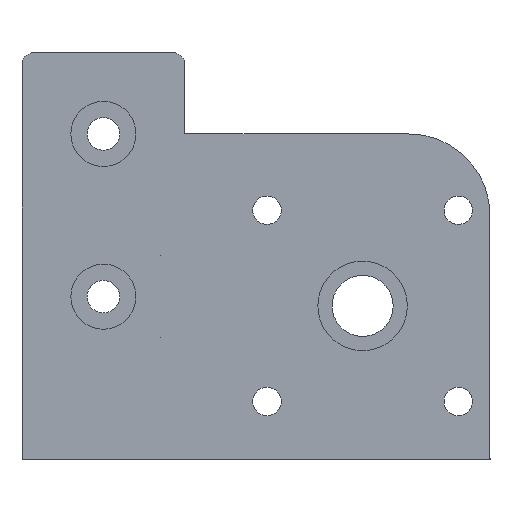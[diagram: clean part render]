
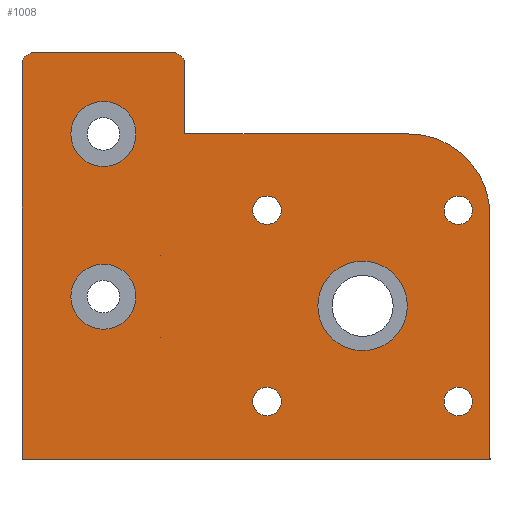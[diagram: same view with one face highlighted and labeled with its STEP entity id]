
A CAD part, left-side view. The second image highlights one B-rep face of the part: STEP entity #1008.
In plain terms, the highlighted planar face has unit normal (-1, 0, 0).
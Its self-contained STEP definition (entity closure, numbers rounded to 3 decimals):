
#21=LINE('',#1539,#105);
#26=LINE('',#1557,#110);
#32=LINE('',#1579,#116);
#37=LINE('',#1592,#121);
#51=LINE('',#1640,#135);
#52=LINE('',#1643,#136);
#53=LINE('',#1645,#137);
#54=LINE('',#1647,#138);
#105=VECTOR('',#1227,10.);
#110=VECTOR('',#1246,10.);
#116=VECTOR('',#1268,10.);
#121=VECTOR('',#1281,10.);
#135=VECTOR('',#1319,10.);
#136=VECTOR('',#1322,10.);
#137=VECTOR('',#1323,10.);
#138=VECTOR('',#1324,10.);
#217=FACE_BOUND('',#339,.T.);
#218=FACE_BOUND('',#340,.T.);
#219=FACE_BOUND('',#341,.T.);
#220=FACE_BOUND('',#342,.T.);
#221=FACE_BOUND('',#343,.T.);
#222=FACE_BOUND('',#344,.T.);
#223=FACE_BOUND('',#345,.T.);
#224=FACE_BOUND('',#346,.T.);
#225=FACE_BOUND('',#347,.T.);
#241=PLANE('',#1111);
#277=FACE_OUTER_BOUND('',#338,.T.);
#338=EDGE_LOOP('',(#798,#799,#800,#801,#802,#803,#804,#805,#806));
#339=EDGE_LOOP('',(#807));
#340=EDGE_LOOP('',(#808));
#341=EDGE_LOOP('',(#809,#810,#811));
#342=EDGE_LOOP('',(#812,#813,#814));
#343=EDGE_LOOP('',(#815));
#344=EDGE_LOOP('',(#816));
#345=EDGE_LOOP('',(#817));
#346=EDGE_LOOP('',(#818));
#347=EDGE_LOOP('',(#819));
#401=CIRCLE('',#1075,1.5);
#403=CIRCLE('',#1078,1.5);
#405=CIRCLE('',#1082,1.5);
#407=CIRCLE('',#1085,1.5);
#408=CIRCLE('',#1088,8.);
#409=CIRCLE('',#1090,8.);
#411=CIRCLE('',#1093,3.);
#413=CIRCLE('',#1097,3.);
#424=CIRCLE('',#1112,20.);
#425=CIRCLE('',#1113,11.);
#426=CIRCLE('',#1114,3.5);
#427=CIRCLE('',#1115,3.5);
#428=CIRCLE('',#1116,3.5);
#429=CIRCLE('',#1117,3.5);
#463=VERTEX_POINT('',#1526);
#464=VERTEX_POINT('',#1528);
#466=VERTEX_POINT('',#1534);
#469=VERTEX_POINT('',#1544);
#470=VERTEX_POINT('',#1546);
#472=VERTEX_POINT('',#1552);
#473=VERTEX_POINT('',#1559);
#474=VERTEX_POINT('',#1563);
#477=VERTEX_POINT('',#1570);
#478=VERTEX_POINT('',#1572);
#480=VERTEX_POINT('',#1578);
#482=VERTEX_POINT('',#1584);
#484=VERTEX_POINT('',#1589);
#506=VERTEX_POINT('',#1638);
#507=VERTEX_POINT('',#1642);
#508=VERTEX_POINT('',#1644);
#509=VERTEX_POINT('',#1646);
#510=VERTEX_POINT('',#1649);
#511=VERTEX_POINT('',#1651);
#512=VERTEX_POINT('',#1653);
#513=VERTEX_POINT('',#1655);
#514=VERTEX_POINT('',#1657);
#563=EDGE_CURVE('',#463,#464,#401,.T.);
#566=EDGE_CURVE('',#464,#466,#403,.T.);
#569=EDGE_CURVE('',#466,#463,#21,.T.);
#572=EDGE_CURVE('',#469,#470,#405,.T.);
#575=EDGE_CURVE('',#470,#472,#407,.T.);
#578=EDGE_CURVE('',#472,#469,#26,.T.);
#579=EDGE_CURVE('',#473,#473,#408,.T.);
#581=EDGE_CURVE('',#474,#474,#409,.T.);
#585=EDGE_CURVE('',#477,#478,#411,.T.);
#588=EDGE_CURVE('',#478,#480,#32,.T.);
#591=EDGE_CURVE('',#480,#482,#413,.T.);
#595=EDGE_CURVE('',#484,#482,#37,.T.);
#619=EDGE_CURVE('',#506,#477,#51,.T.);
#620=EDGE_CURVE('',#484,#507,#52,.T.);
#621=EDGE_CURVE('',#508,#506,#53,.T.);
#622=EDGE_CURVE('',#509,#508,#54,.T.);
#623=EDGE_CURVE('',#507,#509,#424,.T.);
#624=EDGE_CURVE('',#510,#510,#425,.T.);
#625=EDGE_CURVE('',#511,#511,#426,.T.);
#626=EDGE_CURVE('',#512,#512,#427,.T.);
#627=EDGE_CURVE('',#513,#513,#428,.T.);
#628=EDGE_CURVE('',#514,#514,#429,.T.);
#798=ORIENTED_EDGE('',*,*,#620,.F.);
#799=ORIENTED_EDGE('',*,*,#595,.T.);
#800=ORIENTED_EDGE('',*,*,#591,.F.);
#801=ORIENTED_EDGE('',*,*,#588,.F.);
#802=ORIENTED_EDGE('',*,*,#585,.F.);
#803=ORIENTED_EDGE('',*,*,#619,.F.);
#804=ORIENTED_EDGE('',*,*,#621,.F.);
#805=ORIENTED_EDGE('',*,*,#622,.F.);
#806=ORIENTED_EDGE('',*,*,#623,.F.);
#807=ORIENTED_EDGE('',*,*,#581,.F.);
#808=ORIENTED_EDGE('',*,*,#579,.F.);
#809=ORIENTED_EDGE('',*,*,#578,.F.);
#810=ORIENTED_EDGE('',*,*,#575,.F.);
#811=ORIENTED_EDGE('',*,*,#572,.F.);
#812=ORIENTED_EDGE('',*,*,#569,.F.);
#813=ORIENTED_EDGE('',*,*,#566,.F.);
#814=ORIENTED_EDGE('',*,*,#563,.F.);
#815=ORIENTED_EDGE('',*,*,#624,.F.);
#816=ORIENTED_EDGE('',*,*,#625,.F.);
#817=ORIENTED_EDGE('',*,*,#626,.F.);
#818=ORIENTED_EDGE('',*,*,#627,.F.);
#819=ORIENTED_EDGE('',*,*,#628,.F.);
#1008=ADVANCED_FACE('',(#277,#217,#218,#219,#220,#221,#222,#223,#224,#225),
#241,.F.);
#1075=AXIS2_PLACEMENT_3D('',#1529,#1214,#1215);
#1078=AXIS2_PLACEMENT_3D('',#1535,#1221,#1222);
#1082=AXIS2_PLACEMENT_3D('',#1547,#1233,#1234);
#1085=AXIS2_PLACEMENT_3D('',#1553,#1240,#1241);
#1088=AXIS2_PLACEMENT_3D('',#1560,#1249,#1250);
#1090=AXIS2_PLACEMENT_3D('',#1564,#1254,#1255);
#1093=AXIS2_PLACEMENT_3D('',#1573,#1262,#1263);
#1097=AXIS2_PLACEMENT_3D('',#1585,#1274,#1275);
#1111=AXIS2_PLACEMENT_3D('',#1641,#1320,#1321);
#1112=AXIS2_PLACEMENT_3D('',#1648,#1325,#1326);
#1113=AXIS2_PLACEMENT_3D('',#1650,#1327,#1328);
#1114=AXIS2_PLACEMENT_3D('',#1652,#1329,#1330);
#1115=AXIS2_PLACEMENT_3D('',#1654,#1331,#1332);
#1116=AXIS2_PLACEMENT_3D('',#1656,#1333,#1334);
#1117=AXIS2_PLACEMENT_3D('',#1658,#1335,#1336);
#1214=DIRECTION('center_axis',(1.,0.,0.));
#1215=DIRECTION('ref_axis',(0.,0.,-1.));
#1221=DIRECTION('center_axis',(1.,0.,0.));
#1222=DIRECTION('ref_axis',(0.,-0.039,-0.999));
#1227=DIRECTION('',(0.,-1.,0.));
#1233=DIRECTION('center_axis',(1.,0.,0.));
#1234=DIRECTION('ref_axis',(0.,0.,
1.));
#1240=DIRECTION('center_axis',(1.,0.,0.));
#1241=DIRECTION('ref_axis',(0.,0.039,0.999));
#1246=DIRECTION('',(0.,1.,0.));
#1249=DIRECTION('center_axis',(-1.,0.,0.));
#1250=DIRECTION('ref_axis',(0.,1.,0.));
#1254=DIRECTION('center_axis',(-1.,0.,0.));
#1255=DIRECTION('ref_axis',(0.,1.,0.));
#1262=DIRECTION('center_axis',(1.,0.,0.));
#1263=DIRECTION('ref_axis',(0.,1.,0.));
#1268=DIRECTION('',(0.,-1.,0.));
#1274=DIRECTION('center_axis',(1.,0.,0.));
#1275=DIRECTION('ref_axis',(0.,0.,1.));
#1281=DIRECTION('',(0.,0.,1.));
#1319=DIRECTION('',(0.,0.,1.));
#1320=DIRECTION('center_axis',(1.,0.,0.));
#1321=DIRECTION('ref_axis',(0.,-1.,0.));
#1322=DIRECTION('',(0.,-1.,0.));
#1323=DIRECTION('',(0.,1.,0.));
#1324=DIRECTION('',(0.,0.,-1.));
#1325=DIRECTION('center_axis',(1.,0.,0.));
#1326=DIRECTION('ref_axis',(0.,-1.,0.));
#1327=DIRECTION('center_axis',(-1.,0.,0.));
#1328=DIRECTION('ref_axis',(0.,1.,0.));
#1329=DIRECTION('center_axis',(-1.,0.,0.));
#1330=DIRECTION('ref_axis',(0.,1.,0.));
#1331=DIRECTION('center_axis',(-1.,0.,0.));
#1332=DIRECTION('ref_axis',(0.,1.,0.));
#1333=DIRECTION('center_axis',(-1.,0.,0.));
#1334=DIRECTION('ref_axis',(0.,1.,0.));
#1335=DIRECTION('center_axis',(-1.,0.,0.));
#1336=DIRECTION('ref_axis',(0.,1.,0.));
#1526=CARTESIAN_POINT('',(-328.801,505.883,119.245));
#1528=CARTESIAN_POINT('',(-328.801,505.942,119.246));
#1529=CARTESIAN_POINT('Origin',(-328.801,505.883,120.745));
#1534=CARTESIAN_POINT('',(-328.801,506.,119.245));
#1535=CARTESIAN_POINT('Origin',(-328.801,506.,120.745));
#1539=CARTESIAN_POINT('',(-328.801,505.883,119.245));
#1544=CARTESIAN_POINT('',(-328.801,506.,139.381));
#1546=CARTESIAN_POINT('',(-328.801,505.942,139.38));
#1547=CARTESIAN_POINT('Origin',(-328.801,506.,137.881));
#1552=CARTESIAN_POINT('',(-328.801,505.883,139.381));
#1553=CARTESIAN_POINT('Origin',(-328.801,505.883,137.881));
#1557=CARTESIAN_POINT('',(-328.801,506.,139.381));
#1559=CARTESIAN_POINT('',(-328.801,512.,129.313));
#1560=CARTESIAN_POINT('Origin',(-328.801,520.,129.313));
#1563=CARTESIAN_POINT('',(-328.801,512.,169.313));
#1564=CARTESIAN_POINT('Origin',(-328.801,520.,169.313));
#1570=CARTESIAN_POINT('',(-328.801,540.,186.313));
#1572=CARTESIAN_POINT('',(-328.801,537.,189.313));
#1573=CARTESIAN_POINT('Origin',(-328.801,537.,186.313));
#1578=CARTESIAN_POINT('',(-328.801,503.,189.313));
#1579=CARTESIAN_POINT('',(-328.801,537.,189.313));
#1584=CARTESIAN_POINT('',(-328.801,500.,186.313));
#1585=CARTESIAN_POINT('Origin',(-328.801,503.,186.313));
#1589=CARTESIAN_POINT('',(-328.801,500.,169.313));
#1592=CARTESIAN_POINT('',(-328.801,500.,144.313));
#1638=CARTESIAN_POINT('',(-328.801,540.,89.313));
#1640=CARTESIAN_POINT('',(-328.801,540.,129.313));
#1641=CARTESIAN_POINT('Origin',(-328.801,689.066,152.313));
#1642=CARTESIAN_POINT('',(-328.801,445.,169.313));
#1643=CARTESIAN_POINT('',(-328.801,500.,169.313));
#1644=CARTESIAN_POINT('',(-328.801,425.,89.313));
#1645=CARTESIAN_POINT('',(-328.801,425.,89.313));
#1646=CARTESIAN_POINT('',(-328.801,425.,149.313));
#1647=CARTESIAN_POINT('',(-328.801,425.,149.313));
#1648=CARTESIAN_POINT('Origin',(-328.801,445.,149.313));
#1649=CARTESIAN_POINT('',(-328.801,445.3,127.054));
#1650=CARTESIAN_POINT('Origin',(-328.801,456.3,127.054));
#1651=CARTESIAN_POINT('',(-328.801,476.3,103.554));
#1652=CARTESIAN_POINT('Origin',(-328.801,479.8,103.554));
#1653=CARTESIAN_POINT('',(-328.801,476.3,150.554));
#1654=CARTESIAN_POINT('Origin',(-328.801,479.8,150.554));
#1655=CARTESIAN_POINT('',(-328.801,429.3,103.554));
#1656=CARTESIAN_POINT('Origin',(-328.801,432.8,103.554));
#1657=CARTESIAN_POINT('',(-328.801,429.3,150.554));
#1658=CARTESIAN_POINT('Origin',(-328.801,432.8,150.554));
